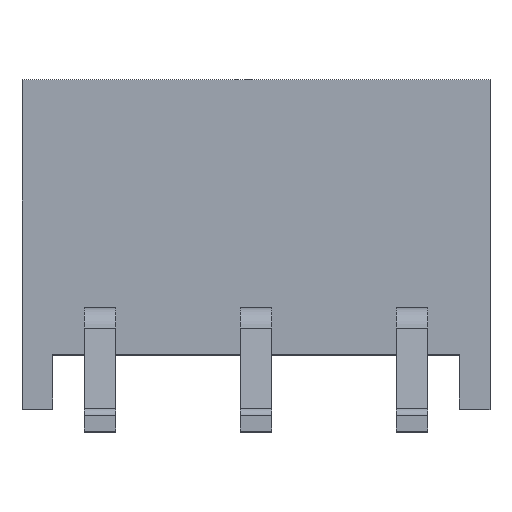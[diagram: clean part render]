
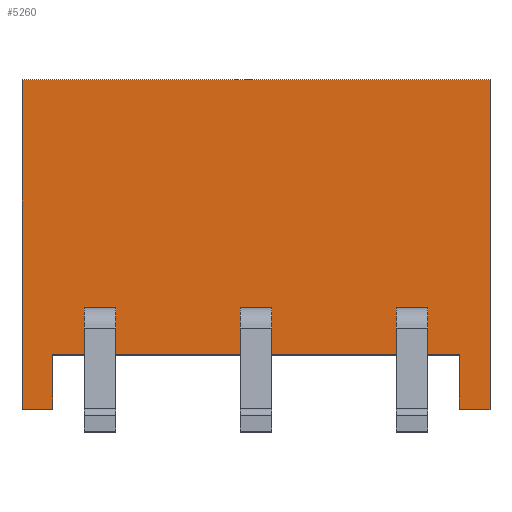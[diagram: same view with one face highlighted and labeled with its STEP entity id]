
A CAD part, top view. The second image highlights one B-rep face of the part: STEP entity #5260.
In plain terms, the highlighted planar face has unit normal (0, 0, 1).
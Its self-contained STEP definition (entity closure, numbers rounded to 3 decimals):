
#2970 = EDGE_CURVE( '', #8697, #8698, #8699, .T. );
#3256 = EDGE_CURVE( '', #9209, #9210, #9211, .T. );
#3362 = EDGE_CURVE( '', #9392, #9393, #9394, .T. );
#3654 = EDGE_CURVE( '', #9885, #9886, #9887, .T. );
#3738 = EDGE_CURVE( '', #9766, #9785, #10026, .T. );
#3950 = EDGE_CURVE( '', #10374, #10375, #10376, .T. );
#4330 = EDGE_CURVE( '', #10970, #10971, #10972, .T. );
#4908 = EDGE_CURVE( '', #8904, #9210, #11814, .T. );
#5260 = ADVANCED_FACE( '', ( #12310, #12311, #12312, #12313 ), #12314, .F. );
#5282 = EDGE_CURVE( '', #12344, #9140, #12345, .T. );
#5318 = EDGE_CURVE( '', #9885, #10970, #12396, .T. );
#5498 = EDGE_CURVE( '', #11033, #8697, #12646, .T. );
#5696 = EDGE_CURVE( '', #9886, #10971, #12910, .T. );
#6606 = EDGE_CURVE( '', #9392, #8698, #14043, .T. );
#7086 = EDGE_CURVE( '', #12344, #8983, #14621, .T. );
#7156 = EDGE_CURVE( '', #8983, #11033, #14707, .T. );
#7220 = EDGE_CURVE( '', #13431, #9209, #14778, .T. );
#7270 = EDGE_CURVE( '', #13431, #8904, #14837, .T. );
#7870 = EDGE_CURVE( '', #9140, #9393, #15527, .T. );
#7976 = EDGE_CURVE( '', #10374, #9766, #15650, .T. );
#8230 = EDGE_CURVE( '', #10375, #9785, #15960, .T. );
#8697 = VERTEX_POINT( '', #16533 );
#8698 = VERTEX_POINT( '', #16534 );
#8699 = LINE( '', #16535, #16536 );
#8904 = VERTEX_POINT( '', #16831 );
#8983 = VERTEX_POINT( '', #16944 );
#9140 = VERTEX_POINT( '', #17171 );
#9209 = VERTEX_POINT( '', #17266 );
#9210 = VERTEX_POINT( '', #17267 );
#9211 = LINE( '', #17268, #17269 );
#9392 = VERTEX_POINT( '', #17524 );
#9393 = VERTEX_POINT( '', #17525 );
#9394 = LINE( '', #17526, #17527 );
#9766 = VERTEX_POINT( '', #18062 );
#9785 = VERTEX_POINT( '', #18087 );
#9885 = VERTEX_POINT( '', #18230 );
#9886 = VERTEX_POINT( '', #18231 );
#9887 = LINE( '', #18232, #18233 );
#10026 = LINE( '', #18433, #18434 );
#10374 = VERTEX_POINT( '', #18933 );
#10375 = VERTEX_POINT( '', #18934 );
#10376 = LINE( '', #18935, #18936 );
#10970 = VERTEX_POINT( '', #19810 );
#10971 = VERTEX_POINT( '', #19811 );
#10972 = LINE( '', #19812, #19813 );
#11033 = VERTEX_POINT( '', #19907 );
#11814 = LINE( '', #21089, #21090 );
#12310 = FACE_OUTER_BOUND( '', #21820, .T. );
#12311 = FACE_BOUND( '', #21821, .T. );
#12312 = FACE_BOUND( '', #21822, .T. );
#12313 = FACE_BOUND( '', #21823, .T. );
#12314 = PLANE( '', #21824 );
#12344 = VERTEX_POINT( '', #21870 );
#12345 = LINE( '', #21871, #21872 );
#12396 = LINE( '', #21954, #21955 );
#12646 = LINE( '', #22328, #22329 );
#12910 = LINE( '', #22737, #22738 );
#13431 = VERTEX_POINT( '', #23588 );
#14043 = LINE( '', #24548, #24549 );
#14621 = LINE( '', #25461, #25462 );
#14707 = LINE( '', #25593, #25594 );
#14778 = LINE( '', #25717, #25718 );
#14837 = LINE( '', #25809, #25810 );
#15527 = LINE( '', #26955, #26956 );
#15650 = LINE( '', #27152, #27153 );
#15960 = LINE( '', #27644, #27645 );
#16533 = CARTESIAN_POINT( '', ( 3.81, 4.47, 3.365 ) );
#16534 = CARTESIAN_POINT( '', ( -3.81, 4.47, 3.365 ) );
#16535 = CARTESIAN_POINT( '', ( 3.81, 4.47, 3.365 ) );
#16536 = VECTOR( '', #28158, 1000. );
#16831 = CARTESIAN_POINT( '', ( -2.795, 0.506, 3.365 ) );
#16944 = CARTESIAN_POINT( '', ( 3.31, -0.89, 3.365 ) );
#17171 = CARTESIAN_POINT( '', ( -3.31, 0., 3.365 ) );
#17266 = CARTESIAN_POINT( '', ( -2.285, 0.76, 3.365 ) );
#17267 = CARTESIAN_POINT( '', ( -2.285, 0.506, 3.365 ) );
#17268 = CARTESIAN_POINT( '', ( -2.285, 0.76, 3.365 ) );
#17269 = VECTOR( '', #28672, 1000. );
#17524 = CARTESIAN_POINT( '', ( -3.81, -0.89, 3.365 ) );
#17525 = CARTESIAN_POINT( '', ( -3.31, -0.89, 3.365 ) );
#17526 = CARTESIAN_POINT( '', ( -3.81, -0.89, 3.365 ) );
#17527 = VECTOR( '', #28868, 1000. );
#18062 = CARTESIAN_POINT( '', ( 2.285, 0.506, 3.365 ) );
#18087 = CARTESIAN_POINT( '', ( 2.795, 0.506, 3.365 ) );
#18230 = CARTESIAN_POINT( '', ( -0.255, 0.76, 3.365 ) );
#18231 = CARTESIAN_POINT( '', ( 0.255, 0.76, 3.365 ) );
#18232 = CARTESIAN_POINT( '', ( -0.255, 0.76, 3.365 ) );
#18233 = VECTOR( '', #29353, 1000. );
#18433 = CARTESIAN_POINT( '', ( 2.285, 0.506, 3.365 ) );
#18434 = VECTOR( '', #29472, 1000. );
#18933 = CARTESIAN_POINT( '', ( 2.285, 0.76, 3.365 ) );
#18934 = CARTESIAN_POINT( '', ( 2.795, 0.76, 3.365 ) );
#18935 = CARTESIAN_POINT( '', ( 2.285, 0.76, 3.365 ) );
#18936 = VECTOR( '', #29795, 1000. );
#19810 = CARTESIAN_POINT( '', ( -0.255, 0.506, 3.365 ) );
#19811 = CARTESIAN_POINT( '', ( 0.255, 0.506, 3.365 ) );
#19812 = CARTESIAN_POINT( '', ( -0.255, 0.506, 3.365 ) );
#19813 = VECTOR( '', #30359, 1000. );
#19907 = CARTESIAN_POINT( '', ( 3.81, -0.89, 3.365 ) );
#21089 = CARTESIAN_POINT( '', ( -2.795, 0.506, 3.365 ) );
#21090 = VECTOR( '', #31219, 1000. );
#21820 = EDGE_LOOP( '', ( #31858, #31859, #31860, #31861, #31862, #31863, #31864, #31865 ) );
#21821 = EDGE_LOOP( '', ( #31866, #31867, #31868, #31869 ) );
#21822 = EDGE_LOOP( '', ( #31870, #31871, #31872, #31873 ) );
#21823 = EDGE_LOOP( '', ( #31874, #31875, #31876, #31877 ) );
#21824 = AXIS2_PLACEMENT_3D( '', #31878, #31879, #31880 );
#21870 = CARTESIAN_POINT( '', ( 3.31, 0., 3.365 ) );
#21871 = CARTESIAN_POINT( '', ( 3.31, 0., 3.365 ) );
#21872 = VECTOR( '', #31907, 1000. );
#21954 = CARTESIAN_POINT( '', ( -0.255, 0.76, 3.365 ) );
#21955 = VECTOR( '', #31939, 1000. );
#22328 = CARTESIAN_POINT( '', ( 3.81, -0.89, 3.365 ) );
#22329 = VECTOR( '', #32222, 1000. );
#22737 = CARTESIAN_POINT( '', ( 0.255, 0.76, 3.365 ) );
#22738 = VECTOR( '', #32575, 1000. );
#23588 = CARTESIAN_POINT( '', ( -2.795, 0.76, 3.365 ) );
#24548 = CARTESIAN_POINT( '', ( -3.81, -0.89, 3.365 ) );
#24549 = VECTOR( '', #33856, 1000. );
#25461 = CARTESIAN_POINT( '', ( 3.31, 0., 3.365 ) );
#25462 = VECTOR( '', #34677, 1000. );
#25593 = CARTESIAN_POINT( '', ( 3.31, -0.89, 3.365 ) );
#25594 = VECTOR( '', #34836, 1000. );
#25717 = CARTESIAN_POINT( '', ( -2.795, 0.76, 3.365 ) );
#25718 = VECTOR( '', #34927, 1000. );
#25809 = CARTESIAN_POINT( '', ( -2.795, 0.76, 3.365 ) );
#25810 = VECTOR( '', #35010, 1000. );
#26955 = CARTESIAN_POINT( '', ( -3.31, 0., 3.365 ) );
#26956 = VECTOR( '', #35861, 1000. );
#27152 = CARTESIAN_POINT( '', ( 2.285, 0.76, 3.365 ) );
#27153 = VECTOR( '', #36023, 1000. );
#27644 = CARTESIAN_POINT( '', ( 2.795, 0.76, 3.365 ) );
#27645 = VECTOR( '', #36877, 1000. );
#28158 = DIRECTION( '', ( -1., 0., 0. ) );
#28672 = DIRECTION( '', ( 0., -1., 0. ) );
#28868 = DIRECTION( '', ( 1., 0., 0. ) );
#29353 = DIRECTION( '', ( 1., 0., 0. ) );
#29472 = DIRECTION( '', ( 1., 0., 0. ) );
#29795 = DIRECTION( '', ( 1., 0., 0. ) );
#30359 = DIRECTION( '', ( 1., 0., 0. ) );
#31219 = DIRECTION( '', ( 1., 0., 0. ) );
#31858 = ORIENTED_EDGE( '', *, *, #3362, .T. );
#31859 = ORIENTED_EDGE( '', *, *, #7870, .F. );
#31860 = ORIENTED_EDGE( '', *, *, #5282, .F. );
#31861 = ORIENTED_EDGE( '', *, *, #7086, .T. );
#31862 = ORIENTED_EDGE( '', *, *, #7156, .T. );
#31863 = ORIENTED_EDGE( '', *, *, #5498, .T. );
#31864 = ORIENTED_EDGE( '', *, *, #2970, .T. );
#31865 = ORIENTED_EDGE( '', *, *, #6606, .F. );
#31866 = ORIENTED_EDGE( '', *, *, #8230, .T. );
#31867 = ORIENTED_EDGE( '', *, *, #3738, .F. );
#31868 = ORIENTED_EDGE( '', *, *, #7976, .F. );
#31869 = ORIENTED_EDGE( '', *, *, #3950, .T. );
#31870 = ORIENTED_EDGE( '', *, *, #5696, .T. );
#31871 = ORIENTED_EDGE( '', *, *, #4330, .F. );
#31872 = ORIENTED_EDGE( '', *, *, #5318, .F. );
#31873 = ORIENTED_EDGE( '', *, *, #3654, .T. );
#31874 = ORIENTED_EDGE( '', *, *, #3256, .T. );
#31875 = ORIENTED_EDGE( '', *, *, #4908, .F. );
#31876 = ORIENTED_EDGE( '', *, *, #7270, .F. );
#31877 = ORIENTED_EDGE( '', *, *, #7220, .T. );
#31878 = CARTESIAN_POINT( '', ( -3.81, 4.47, 3.365 ) );
#31879 = DIRECTION( '', ( 0., 0., -1. ) );
#31880 = DIRECTION( '', ( 0., -1., 0. ) );
#31907 = DIRECTION( '', ( -1., 0., 0. ) );
#31939 = DIRECTION( '', ( 0., -1., 0. ) );
#32222 = DIRECTION( '', ( 0., 1., 0. ) );
#32575 = DIRECTION( '', ( 0., -1., 0. ) );
#33856 = DIRECTION( '', ( 0., 1., 0. ) );
#34677 = DIRECTION( '', ( 0., -1., 0. ) );
#34836 = DIRECTION( '', ( 1., 0., 0. ) );
#34927 = DIRECTION( '', ( 1., 0., 0. ) );
#35010 = DIRECTION( '', ( 0., -1., 0. ) );
#35861 = DIRECTION( '', ( 0., -1., 0. ) );
#36023 = DIRECTION( '', ( 0., -1., 0. ) );
#36877 = DIRECTION( '', ( 0., -1., 0. ) );
